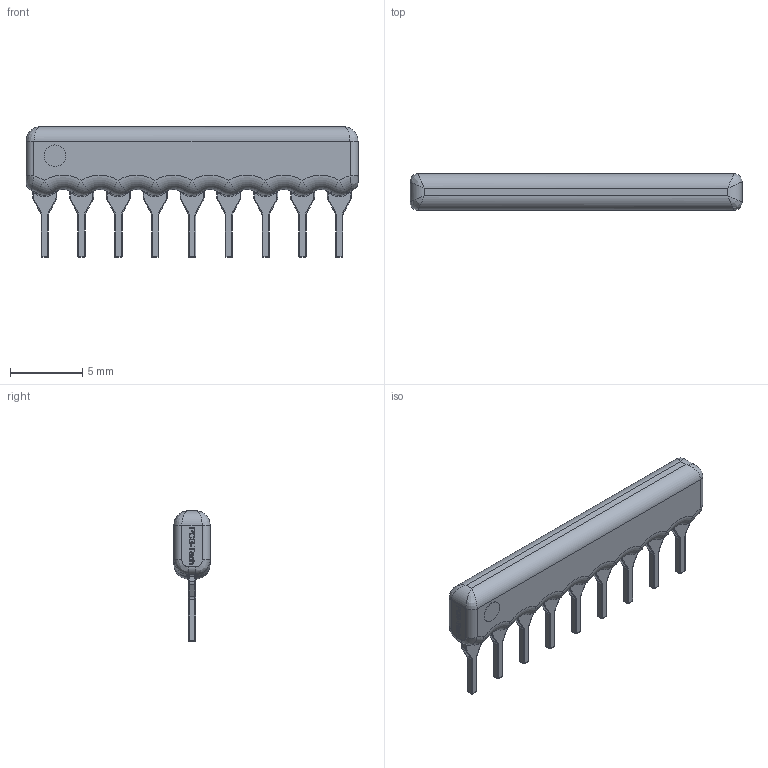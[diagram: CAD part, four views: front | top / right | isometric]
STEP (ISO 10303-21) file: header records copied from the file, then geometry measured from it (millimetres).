
FILE_DESCRIPTION(/* description */ (''),/* implementation_level */ '2;1');
FILE_NAME(/* name */ 'Resistor Network Array SIP 9-8.stp',/* time_stamp */ '2019-09-22T16:07:49+02:00',/* author */ ('Bernd das Brot'),/* organization */ (''),/* preprocessor_version */ 'ST-DEVELOPER v17.2',/* originating_system */ 'Autodesk Inventor 2019',/* authorisation */ '');
FILE_SCHEMA (('AUTOMOTIVE_DESIGN { 1 0 10303 214 3 1 1 }'));
Length unit declared in the file: millimetre
Products named in the file (1): Resistor Network Array SIP 9-8
Bounding box: 22.9 x 2.5 x 9 mm (x, y, z)
Volume: 250.8 mm3; surface area: 387.6 mm2
Topology: 1 solids, 1 shells, 698 faces, 1619 edges, 932 vertices
Faces by surface type: cylinder 217, torus 146, plane 143, bspline 138, sphere 54
Full cylindrical faces by diameter (mm): 1.5 x1
Entity records: 23157 total; most frequent: CARTESIAN_POINT 7301, ORIENTED_EDGE 3230, DIRECTION 3215, EDGE_CURVE 1615, AXIS2_PLACEMENT_3D 1311, VERTEX_POINT 932, CIRCLE 742, EDGE_LOOP 711
